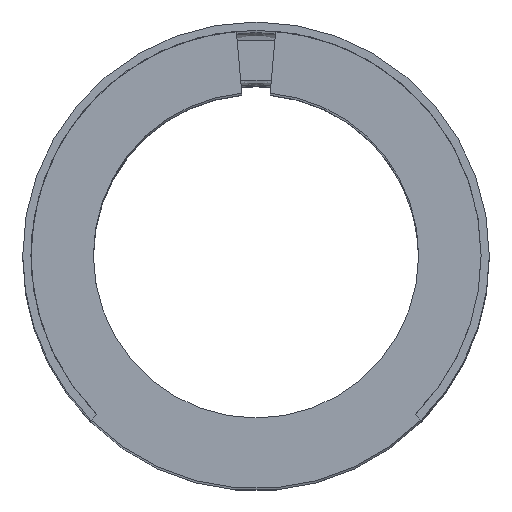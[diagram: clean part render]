
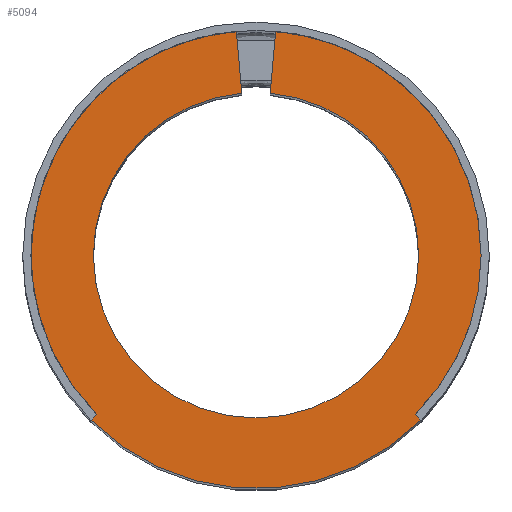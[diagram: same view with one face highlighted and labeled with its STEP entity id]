
A CAD part, top view. The second image highlights one B-rep face of the part: STEP entity #5094.
In plain terms, the highlighted planar face has unit normal (0, 0, 1).
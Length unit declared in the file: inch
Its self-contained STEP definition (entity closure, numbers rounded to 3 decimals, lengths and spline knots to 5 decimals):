
#18 = CIRCLE ( 'NONE', #9196, 0.38976 ) ;
#239 = CARTESIAN_POINT ( 'NONE',  ( 0., 0., 3.0315 ) ) ;
#469 = VERTEX_POINT ( 'NONE', #4634 ) ;
#595 = VERTEX_POINT ( 'NONE', #3846 ) ;
#669 = CARTESIAN_POINT ( 'NONE',  ( -0.34532, -0.34532, 3.0315 ) ) ;
#954 = ORIENTED_EDGE ( 'NONE', *, *, #10565, .T. ) ;
#993 = CARTESIAN_POINT ( 'NONE',  ( 0.04701, 0.53732, 3.0315 ) ) ;
#1045 = CARTESIAN_POINT ( 'NONE',  ( 0., 0., 3.0315 ) ) ;
#1075 = ORIENTED_EDGE ( 'NONE', *, *, #1442, .T. ) ;
#1086 = DIRECTION ( 'NONE',  ( 1., 0., 0. ) ) ;
#1156 = CARTESIAN_POINT ( 'NONE',  ( -0.04039, 0.46165, 3.0315 ) ) ;
#1296 = DIRECTION ( 'NONE',  ( 0., 0., 1. ) ) ;
#1442 = EDGE_CURVE ( 'NONE', #7841, #5750, #5935, .T. ) ;
#1542 = DIRECTION ( 'NONE',  ( 1., 0., 0. ) ) ;
#1650 = CARTESIAN_POINT ( 'NONE',  ( 0.03397, 0.38828, 3.0315 ) ) ;
#1930 = DIRECTION ( 'NONE',  ( -0.707, -0.707, 0. ) ) ;
#1949 = VERTEX_POINT ( 'NONE', #1650 ) ;
#1972 = CARTESIAN_POINT ( 'NONE',  ( 0., 0., 3.0315 ) ) ;
#2051 = LINE ( 'NONE', #993, #12585 ) ;
#2161 = DIRECTION ( 'NONE',  ( 0., 0., 1. ) ) ;
#2172 = DIRECTION ( 'NONE',  ( 0., 0., 1. ) ) ;
#2205 = CIRCLE ( 'NONE', #13642, 0.55906 ) ;
#2393 = VECTOR ( 'NONE', #11320, 39.37008 ) ;
#2454 = CARTESIAN_POINT ( 'NONE',  ( 0.38976, 0., 3.0315 ) ) ;
#2490 = CARTESIAN_POINT ( 'NONE',  ( -0.03397, 0.38828, 3.0315 ) ) ;
#3085 = VECTOR ( 'NONE', #13034, 39.37008 ) ;
#3214 = DIRECTION ( 'NONE',  ( 1., 0., 0. ) ) ;
#3330 = ORIENTED_EDGE ( 'NONE', *, *, #4241, .F. ) ;
#3507 = ORIENTED_EDGE ( 'NONE', *, *, #8133, .T. ) ;
#3549 = DIRECTION ( 'NONE',  ( 1., 0., 0. ) ) ;
#3578 = CIRCLE ( 'NONE', #7595, 0.38976 ) ;
#3794 = DIRECTION ( 'NONE',  ( 0., 0., 1. ) ) ;
#3846 = CARTESIAN_POINT ( 'NONE',  ( -0.04701, 0.53732, 3.0315 ) ) ;
#3926 = EDGE_CURVE ( 'NONE', #469, #5980, #4956, .T. ) ;
#3972 = CARTESIAN_POINT ( 'NONE',  ( 0.04701, 0.53732, 3.0315 ) ) ;
#4008 = AXIS2_PLACEMENT_3D ( 'NONE', #239, #1296, #1086 ) ;
#4141 = CARTESIAN_POINT ( 'NONE',  ( 0.34532, -0.34532, 3.0315 ) ) ;
#4214 = DIRECTION ( 'NONE',  ( 0., 0., -1. ) ) ;
#4241 = EDGE_CURVE ( 'NONE', #7841, #10670, #6395, .T. ) ;
#4297 = DIRECTION ( 'NONE',  ( -0.087, -0.996, 0. ) ) ;
#4323 = VERTEX_POINT ( 'NONE', #13774 ) ;
#4396 = EDGE_LOOP ( 'NONE', ( #12988, #11686, #954, #9835, #9971, #5585, #6047, #11225, #3330, #1075, #3507 ) ) ;
#4542 = CARTESIAN_POINT ( 'NONE',  ( 0., 0., 3.0315 ) ) ;
#4634 = CARTESIAN_POINT ( 'NONE',  ( -0.38139, -0.38139, 3.0315 ) ) ;
#4683 = DIRECTION ( 'NONE',  ( 0., 0., -1. ) ) ;
#4853 = CARTESIAN_POINT ( 'NONE',  ( 0., 0., 3.0315 ) ) ;
#4956 = LINE ( 'NONE', #669, #10010 ) ;
#5022 = AXIS2_PLACEMENT_3D ( 'NONE', #1045, #2172, #5402 ) ;
#5094 = ADVANCED_FACE ( 'NONE', ( #13377 ), #13099, .T. ) ;
#5305 = LINE ( 'NONE', #1156, #3085 ) ;
#5321 = CARTESIAN_POINT ( 'NONE',  ( 0., 0., 3.0315 ) ) ;
#5402 = DIRECTION ( 'NONE',  ( 1., 0., 0. ) ) ;
#5467 = CIRCLE ( 'NONE', #13549, 0.38976 ) ;
#5585 = ORIENTED_EDGE ( 'NONE', *, *, #13218, .T. ) ;
#5750 = VERTEX_POINT ( 'NONE', #9506 ) ;
#5799 = EDGE_CURVE ( 'NONE', #4323, #595, #5305, .T. ) ;
#5935 = CIRCLE ( 'NONE', #5022, 0.53937 ) ;
#5938 = CARTESIAN_POINT ( 'NONE',  ( -0.39531, -0.39531, 3.0315 ) ) ;
#5980 = VERTEX_POINT ( 'NONE', #5938 ) ;
#6047 = ORIENTED_EDGE ( 'NONE', *, *, #3926, .T. ) ;
#6395 = LINE ( 'NONE', #4141, #2393 ) ;
#6610 = CARTESIAN_POINT ( 'NONE',  ( 0., 0., 3.0315 ) ) ;
#6909 = CIRCLE ( 'NONE', #4008, 0.53937 ) ;
#7595 = AXIS2_PLACEMENT_3D ( 'NONE', #1972, #4214, #8491 ) ;
#7620 = EDGE_CURVE ( 'NONE', #5980, #10670, #2205, .T. ) ;
#7841 = VERTEX_POINT ( 'NONE', #13465 ) ;
#8133 = EDGE_CURVE ( 'NONE', #5750, #8916, #6909, .T. ) ;
#8144 = CIRCLE ( 'NONE', #11278, 0.53937 ) ;
#8364 = EDGE_CURVE ( 'NONE', #1949, #10262, #3578, .T. ) ;
#8431 = CARTESIAN_POINT ( 'NONE',  ( 0.39531, -0.39531, 3.0315 ) ) ;
#8491 = DIRECTION ( 'NONE',  ( 1., 0., 0. ) ) ;
#8916 = VERTEX_POINT ( 'NONE', #3972 ) ;
#9196 = AXIS2_PLACEMENT_3D ( 'NONE', #4542, #4683, #12256 ) ;
#9506 = CARTESIAN_POINT ( 'NONE',  ( 0.53937, 0., 3.0315 ) ) ;
#9835 = ORIENTED_EDGE ( 'NONE', *, *, #13106, .T. ) ;
#9971 = ORIENTED_EDGE ( 'NONE', *, *, #5799, .T. ) ;
#10010 = VECTOR ( 'NONE', #1930, 39.37008 ) ;
#10262 = VERTEX_POINT ( 'NONE', #2454 ) ;
#10565 = EDGE_CURVE ( 'NONE', #10262, #13351, #18, .T. ) ;
#10670 = VERTEX_POINT ( 'NONE', #8431 ) ;
#10734 = DIRECTION ( 'NONE',  ( 1., 0., 0. ) ) ;
#10742 = EDGE_CURVE ( 'NONE', #8916, #1949, #2051, .T. ) ;
#11112 = DIRECTION ( 'NONE',  ( 0., 0., 1. ) ) ;
#11225 = ORIENTED_EDGE ( 'NONE', *, *, #7620, .T. ) ;
#11278 = AXIS2_PLACEMENT_3D ( 'NONE', #4853, #3794, #1542 ) ;
#11320 = DIRECTION ( 'NONE',  ( 0.707, -0.707, 0. ) ) ;
#11497 = CARTESIAN_POINT ( 'NONE',  ( -0.38976, 0., 3.0315 ) ) ;
#11686 = ORIENTED_EDGE ( 'NONE', *, *, #8364, .T. ) ;
#12256 = DIRECTION ( 'NONE',  ( 1., 0., 0. ) ) ;
#12585 = VECTOR ( 'NONE', #4297, 39.37008 ) ;
#12855 = DIRECTION ( 'NONE',  ( 0., 0., -1. ) ) ;
#12988 = ORIENTED_EDGE ( 'NONE', *, *, #10742, .T. ) ;
#13034 = DIRECTION ( 'NONE',  ( -0.087, 0.996, 0. ) ) ;
#13099 = PLANE ( 'NONE',  #13852 ) ;
#13106 = EDGE_CURVE ( 'NONE', #13351, #4323, #5467, .T. ) ;
#13218 = EDGE_CURVE ( 'NONE', #595, #469, #8144, .T. ) ;
#13351 = VERTEX_POINT ( 'NONE', #11497 ) ;
#13377 = FACE_OUTER_BOUND ( 'NONE', #4396, .T. ) ;
#13465 = CARTESIAN_POINT ( 'NONE',  ( 0.38139, -0.38139, 3.0315 ) ) ;
#13549 = AXIS2_PLACEMENT_3D ( 'NONE', #6610, #12855, #10734 ) ;
#13642 = AXIS2_PLACEMENT_3D ( 'NONE', #5321, #2161, #3214 ) ;
#13774 = CARTESIAN_POINT ( 'NONE',  ( -0.03397, 0.38828, 3.0315 ) ) ;
#13852 = AXIS2_PLACEMENT_3D ( 'NONE', #2490, #11112, #3549 ) ;
